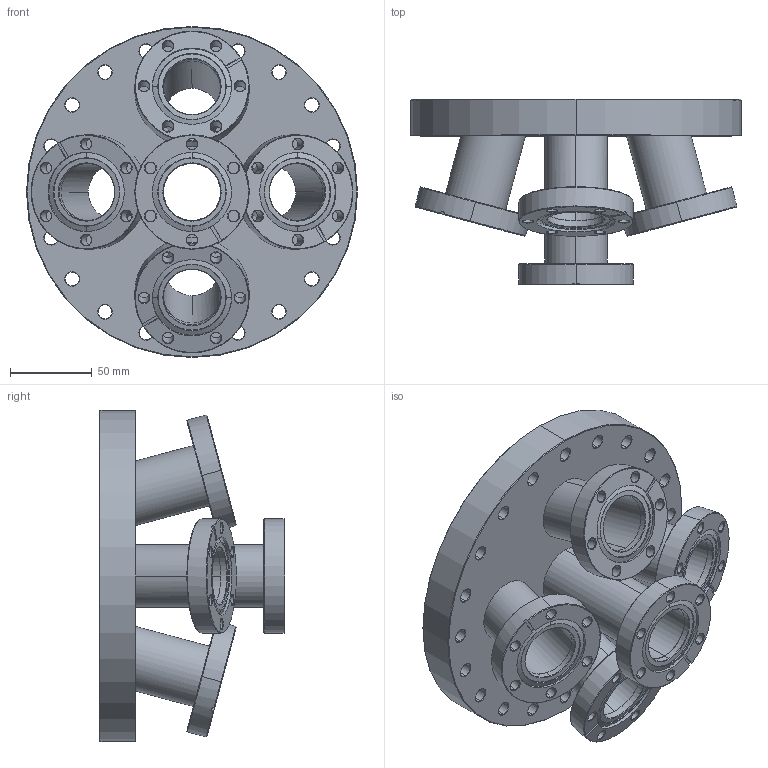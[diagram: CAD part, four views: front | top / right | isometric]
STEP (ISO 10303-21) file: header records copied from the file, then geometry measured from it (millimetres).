
FILE_DESCRIPTION (( 'STEP AP214' ), '1' );
FILE_NAME ('Hositrad_CF150-5CF35.STEP', '2013-01-18T10:16:10', ( '' ), ( '' ), 'SwSTEP 2.0', 'SolidWorks 2012', '' );
FILE_SCHEMA (( 'AUTOMOTIVE_DESIGN' ));
Length unit declared in the file: millimetre
Products named in the file (7): MiddleTubeCF35; Tube38.1-All_L110-4,3; Tube15dgrFlange; Tube-15dgr.; NW35CF-Weld-38.1; NW150CF-Cluster; Hositrad_CF150-5CF35
Assembly tree (10 placements, depth 3):
  Hositrad_CF150-5CF35
    NW150CF-Cluster
    Tube15dgrFlange  x4
      NW35CF-Weld-38.1
      Tube-15dgr.
    MiddleTubeCF35
      NW35CF-Weld-38.1
      Tube38.1-All_L110-4,3
Bounding box: 202.4 x 113.3 x 202.4 mm (x, y, z)
Volume: 768961.8 mm3; surface area: 236697.9 mm2
Topology: 11 solids, 11 shells, 498 faces, 1139 edges, 670 vertices
Faces by surface type: cone 273, cylinder 176, plane 49
Entity records: 6724 total; most frequent: DIRECTION 1248, CARTESIAN_POINT 1122, ORIENTED_EDGE 1030, AXIS2_PLACEMENT_3D 516, EDGE_CURVE 515, VERTEX_POINT 302, EDGE_LOOP 295, CIRCLE 277
